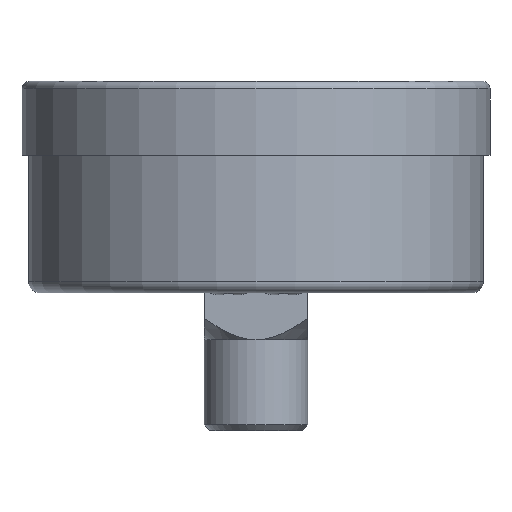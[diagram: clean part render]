
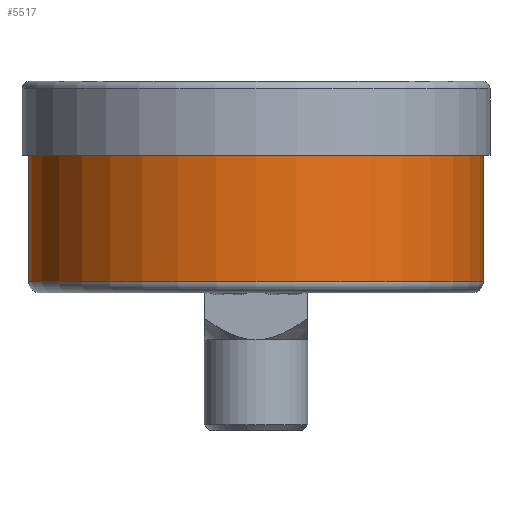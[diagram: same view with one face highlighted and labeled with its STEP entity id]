
A CAD part, front view. The second image highlights one B-rep face of the part: STEP entity #5517.
In plain terms, the highlighted cylindrical face has radius 30.747 mm (diameter 61.493 mm), a full revolution.
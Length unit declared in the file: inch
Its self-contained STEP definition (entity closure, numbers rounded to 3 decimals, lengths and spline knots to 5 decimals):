
#423 = AXIS2_PLACEMENT_3D ( 'NONE', #6484, #4465, #7428 ) ;
#897 = ORIENTED_EDGE ( 'NONE', *, *, #9408, .T. ) ;
#1912 = CARTESIAN_POINT ( 'NONE',  ( 1.2105, 0., -0.394 ) ) ;
#1959 = VERTEX_POINT ( 'NONE', #5547 ) ;
#2201 = CARTESIAN_POINT ( 'NONE',  ( 0., 0., -1.125 ) ) ;
#3968 = AXIS2_PLACEMENT_3D ( 'NONE', #8598, #4164, #4953 ) ;
#4127 = EDGE_LOOP ( 'NONE', ( #6537 ) ) ;
#4164 = DIRECTION ( 'NONE',  ( 0., 0., 1. ) ) ;
#4450 = DIRECTION ( 'NONE',  ( 0., 0., 1. ) ) ;
#4465 = DIRECTION ( 'NONE',  ( 0., 0., -1. ) ) ;
#4495 = DIRECTION ( 'NONE',  ( 1., 0., 0. ) ) ;
#4953 = DIRECTION ( 'NONE',  ( 1., 0., 0. ) ) ;
#5517 = ADVANCED_FACE ( 'NONE', ( #6518, #8060 ), #8775, .T. ) ;
#5538 = CIRCLE ( 'NONE', #423, 1.2105 ) ;
#5547 = CARTESIAN_POINT ( 'NONE',  ( 1.2105, 0., -1.065 ) ) ;
#6484 = CARTESIAN_POINT ( 'NONE',  ( 0., 0., -0.394 ) ) ;
#6518 = FACE_OUTER_BOUND ( 'NONE', #7748, .T. ) ;
#6537 = ORIENTED_EDGE ( 'NONE', *, *, #8497, .T. ) ;
#7428 = DIRECTION ( 'NONE',  ( 1., 0., 0. ) ) ;
#7579 = AXIS2_PLACEMENT_3D ( 'NONE', #2201, #4450, #4495 ) ;
#7748 = EDGE_LOOP ( 'NONE', ( #897 ) ) ;
#8060 = FACE_OUTER_BOUND ( 'NONE', #4127, .T. ) ;
#8226 = CIRCLE ( 'NONE', #3968, 1.2105 ) ;
#8497 = EDGE_CURVE ( 'NONE', #8590, #8590, #5538, .T. ) ;
#8590 = VERTEX_POINT ( 'NONE', #1912 ) ;
#8598 = CARTESIAN_POINT ( 'NONE',  ( 0., 0., -1.065 ) ) ;
#8775 = CYLINDRICAL_SURFACE ( 'NONE', #7579, 1.2105 ) ;
#9408 = EDGE_CURVE ( 'NONE', #1959, #1959, #8226, .T. ) ;
